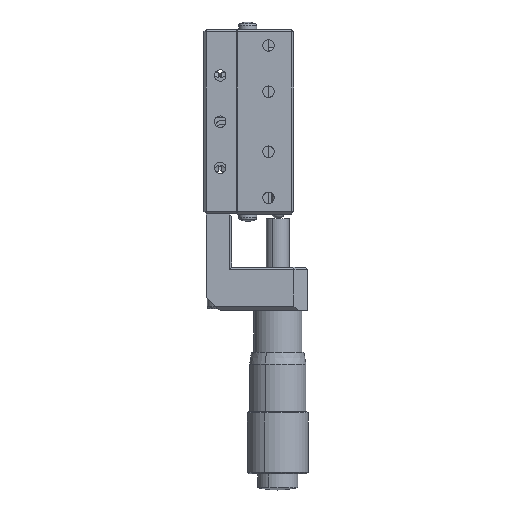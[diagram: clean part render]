
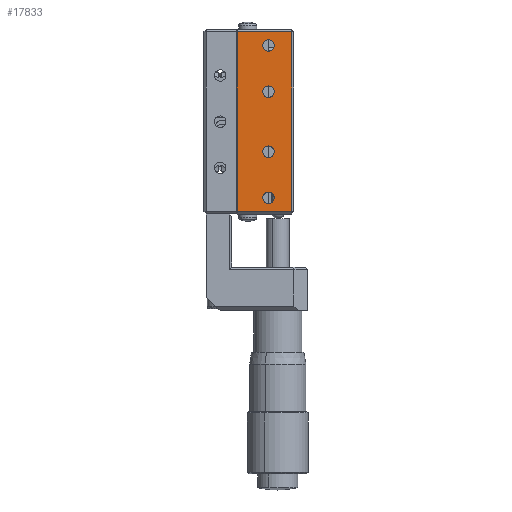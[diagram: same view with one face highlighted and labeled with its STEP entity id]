
A CAD part, front view. The second image highlights one B-rep face of the part: STEP entity #17833.
In plain terms, the highlighted planar face has unit normal (0, -1, 0).
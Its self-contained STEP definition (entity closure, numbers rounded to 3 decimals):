
#58 = DIRECTION ( 'NONE',  ( 0., 0., -1. ) ) ;
#382 = EDGE_CURVE ( 'NONE', #30815, #15951, #26436, .T. ) ;
#754 = DIRECTION ( 'NONE',  ( -1., 0., 0. ) ) ;
#976 = CARTESIAN_POINT ( 'NONE',  ( 7.2, 0., 39.5 ) ) ;
#988 = ORIENTED_EDGE ( 'NONE', *, *, #29619, .F. ) ;
#1857 = DIRECTION ( 'NONE',  ( 0., 0., -1. ) ) ;
#2193 = ORIENTED_EDGE ( 'NONE', *, *, #11850, .F. ) ;
#2245 = VERTEX_POINT ( 'NONE', #8186 ) ;
#2505 = CARTESIAN_POINT ( 'NONE',  ( 14., 0., 13.5 ) ) ;
#2674 = CARTESIAN_POINT ( 'NONE',  ( 19., 0., 39.5 ) ) ;
#3019 = AXIS2_PLACEMENT_3D ( 'NONE', #3360, #8599, #21009 ) ;
#3360 = CARTESIAN_POINT ( 'NONE',  ( 14., 0., 36.5 ) ) ;
#3920 = CARTESIAN_POINT ( 'NONE',  ( 14., 0., 36.5 ) ) ;
#4085 = EDGE_LOOP ( 'NONE', ( #27234, #2193 ) ) ;
#4156 = CIRCLE ( 'NONE', #3019, 1.25 ) ;
#4168 = CARTESIAN_POINT ( 'NONE',  ( 14., 0., 13.5 ) ) ;
#4265 = CARTESIAN_POINT ( 'NONE',  ( 19., 0., 0.5 ) ) ;
#4537 = ORIENTED_EDGE ( 'NONE', *, *, #22435, .F. ) ;
#5096 = DIRECTION ( 'NONE',  ( 1., 0., 0. ) ) ;
#5310 = CARTESIAN_POINT ( 'NONE',  ( 14., 0., 35.25 ) ) ;
#6328 = EDGE_CURVE ( 'NONE', #8598, #28785, #29423, .T. ) ;
#6363 = CARTESIAN_POINT ( 'NONE',  ( 14., 0., 26.5 ) ) ;
#6430 = DIRECTION ( 'NONE',  ( 0., -1., 0. ) ) ;
#6923 = CARTESIAN_POINT ( 'NONE',  ( 7.2, 0., 0.5 ) ) ;
#7094 = CARTESIAN_POINT ( 'NONE',  ( 14., 0., 3.5 ) ) ;
#7324 = CARTESIAN_POINT ( 'NONE',  ( 14., 0., 2.25 ) ) ;
#7346 = EDGE_CURVE ( 'NONE', #29556, #11514, #23114, .T. ) ;
#7360 = CARTESIAN_POINT ( 'NONE',  ( 14., 0., 27.75 ) ) ;
#8122 = EDGE_CURVE ( 'NONE', #29061, #13676, #14405, .T. ) ;
#8186 = CARTESIAN_POINT ( 'NONE',  ( 14., 0., 4.75 ) ) ;
#8420 = EDGE_LOOP ( 'NONE', ( #13619, #988 ) ) ;
#8598 = VERTEX_POINT ( 'NONE', #17154 ) ;
#8599 = DIRECTION ( 'NONE',  ( 0., -1., 0. ) ) ;
#8945 = CARTESIAN_POINT ( 'NONE',  ( 14., 0., 14.75 ) ) ;
#9234 = ORIENTED_EDGE ( 'NONE', *, *, #30549, .F. ) ;
#9673 = LINE ( 'NONE', #976, #28119 ) ;
#10291 = LINE ( 'NONE', #16938, #29528 ) ;
#11023 = EDGE_CURVE ( 'NONE', #16828, #29556, #10291, .T. ) ;
#11472 = EDGE_CURVE ( 'NONE', #14505, #16828, #22430, .T. ) ;
#11514 = VERTEX_POINT ( 'NONE', #2674 ) ;
#11766 = FACE_BOUND ( 'NONE', #8420, .T. ) ;
#11850 = EDGE_CURVE ( 'NONE', #15951, #30815, #24366, .T. ) ;
#11959 = AXIS2_PLACEMENT_3D ( 'NONE', #28833, #13883, #21466 ) ;
#12482 = CARTESIAN_POINT ( 'NONE',  ( 14., 0., 26.5 ) ) ;
#13023 = DIRECTION ( 'NONE',  ( 0., 0., 1. ) ) ;
#13183 = CARTESIAN_POINT ( 'NONE',  ( 7.2, 0., 39.5 ) ) ;
#13400 = ORIENTED_EDGE ( 'NONE', *, *, #28021, .F. ) ;
#13406 = CARTESIAN_POINT ( 'NONE',  ( 14., 0., 12.25 ) ) ;
#13619 = ORIENTED_EDGE ( 'NONE', *, *, #8122, .F. ) ;
#13676 = VERTEX_POINT ( 'NONE', #8945 ) ;
#13883 = DIRECTION ( 'NONE',  ( 0., 1., 0. ) ) ;
#14183 = VECTOR ( 'NONE', #31950, 1000. ) ;
#14405 = CIRCLE ( 'NONE', #15932, 1.25 ) ;
#14505 = VERTEX_POINT ( 'NONE', #13183 ) ;
#14551 = ORIENTED_EDGE ( 'NONE', *, *, #11023, .T. ) ;
#14624 = ORIENTED_EDGE ( 'NONE', *, *, #11472, .T. ) ;
#15932 = AXIS2_PLACEMENT_3D ( 'NONE', #2505, #20031, #58 ) ;
#15951 = VERTEX_POINT ( 'NONE', #7360 ) ;
#15976 = DIRECTION ( 'NONE',  ( 0., 0., -1. ) ) ;
#16409 = EDGE_LOOP ( 'NONE', ( #16871, #28742, #14624, #14551 ) ) ;
#16828 = VERTEX_POINT ( 'NONE', #6923 ) ;
#16871 = ORIENTED_EDGE ( 'NONE', *, *, #7346, .T. ) ;
#16938 = CARTESIAN_POINT ( 'NONE',  ( 7.2, 0., 0.5 ) ) ;
#17154 = CARTESIAN_POINT ( 'NONE',  ( 14., 0., 37.75 ) ) ;
#17384 = DIRECTION ( 'NONE',  ( 0., -1., 0. ) ) ;
#17833 = ADVANCED_FACE ( 'NONE', ( #30973, #26677, #11766, #23502, #18405 ), #23644, .F. ) ;
#18009 = CIRCLE ( 'NONE', #18093, 1.25 ) ;
#18093 = AXIS2_PLACEMENT_3D ( 'NONE', #4168, #22022, #1857 ) ;
#18405 = FACE_OUTER_BOUND ( 'NONE', #16409, .T. ) ;
#18795 = AXIS2_PLACEMENT_3D ( 'NONE', #3920, #6430, #15976 ) ;
#19826 = DIRECTION ( 'NONE',  ( 0., 0., -1. ) ) ;
#20031 = DIRECTION ( 'NONE',  ( 0., -1., 0. ) ) ;
#20642 = AXIS2_PLACEMENT_3D ( 'NONE', #6363, #28893, #28546 ) ;
#21009 = DIRECTION ( 'NONE',  ( 0., 0., -1. ) ) ;
#21433 = EDGE_LOOP ( 'NONE', ( #4537, #22602 ) ) ;
#21466 = DIRECTION ( 'NONE',  ( 0., 0., 1. ) ) ;
#22022 = DIRECTION ( 'NONE',  ( 0., -1., 0. ) ) ;
#22070 = DIRECTION ( 'NONE',  ( 0., 0., -1. ) ) ;
#22301 = CIRCLE ( 'NONE', #23959, 1.25 ) ;
#22303 = CARTESIAN_POINT ( 'NONE',  ( 7.2, 0., 40. ) ) ;
#22407 = EDGE_LOOP ( 'NONE', ( #13400, #9234 ) ) ;
#22430 = LINE ( 'NONE', #22303, #14183 ) ;
#22435 = EDGE_CURVE ( 'NONE', #28785, #8598, #4156, .T. ) ;
#22602 = ORIENTED_EDGE ( 'NONE', *, *, #6328, .F. ) ;
#23114 = LINE ( 'NONE', #30786, #31741 ) ;
#23502 = FACE_BOUND ( 'NONE', #22407, .T. ) ;
#23644 = PLANE ( 'NONE',  #11959 ) ;
#23959 = AXIS2_PLACEMENT_3D ( 'NONE', #7094, #26875, #24562 ) ;
#24366 = CIRCLE ( 'NONE', #20642, 1.25 ) ;
#24562 = DIRECTION ( 'NONE',  ( 0., 0., -1. ) ) ;
#26321 = CARTESIAN_POINT ( 'NONE',  ( 14., 0., 25.25 ) ) ;
#26436 = CIRCLE ( 'NONE', #31735, 1.25 ) ;
#26677 = FACE_BOUND ( 'NONE', #4085, .T. ) ;
#26875 = DIRECTION ( 'NONE',  ( 0., -1., 0. ) ) ;
#27234 = ORIENTED_EDGE ( 'NONE', *, *, #382, .F. ) ;
#28021 = EDGE_CURVE ( 'NONE', #32281, #2245, #22301, .T. ) ;
#28119 = VECTOR ( 'NONE', #754, 1000. ) ;
#28546 = DIRECTION ( 'NONE',  ( 0., 0., -1. ) ) ;
#28742 = ORIENTED_EDGE ( 'NONE', *, *, #31713, .T. ) ;
#28785 = VERTEX_POINT ( 'NONE', #5310 ) ;
#28833 = CARTESIAN_POINT ( 'NONE',  ( 7.2, 0., 40. ) ) ;
#28893 = DIRECTION ( 'NONE',  ( 0., -1., 0. ) ) ;
#29061 = VERTEX_POINT ( 'NONE', #13406 ) ;
#29423 = CIRCLE ( 'NONE', #18795, 1.25 ) ;
#29528 = VECTOR ( 'NONE', #5096, 1000. ) ;
#29556 = VERTEX_POINT ( 'NONE', #4265 ) ;
#29619 = EDGE_CURVE ( 'NONE', #13676, #29061, #18009, .T. ) ;
#29854 = CARTESIAN_POINT ( 'NONE',  ( 14., 0., 3.5 ) ) ;
#30549 = EDGE_CURVE ( 'NONE', #2245, #32281, #32089, .T. ) ;
#30786 = CARTESIAN_POINT ( 'NONE',  ( 19., 0., 40. ) ) ;
#30815 = VERTEX_POINT ( 'NONE', #26321 ) ;
#30973 = FACE_BOUND ( 'NONE', #21433, .T. ) ;
#31567 = AXIS2_PLACEMENT_3D ( 'NONE', #29854, #31931, #22070 ) ;
#31713 = EDGE_CURVE ( 'NONE', #11514, #14505, #9673, .T. ) ;
#31735 = AXIS2_PLACEMENT_3D ( 'NONE', #12482, #17384, #19826 ) ;
#31741 = VECTOR ( 'NONE', #13023, 1000. ) ;
#31931 = DIRECTION ( 'NONE',  ( 0., -1., 0. ) ) ;
#31950 = DIRECTION ( 'NONE',  ( 0., 0., -1. ) ) ;
#32089 = CIRCLE ( 'NONE', #31567, 1.25 ) ;
#32281 = VERTEX_POINT ( 'NONE', #7324 ) ;
